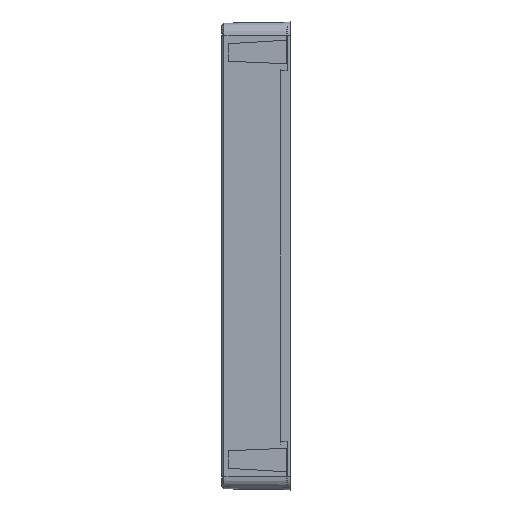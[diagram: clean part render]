
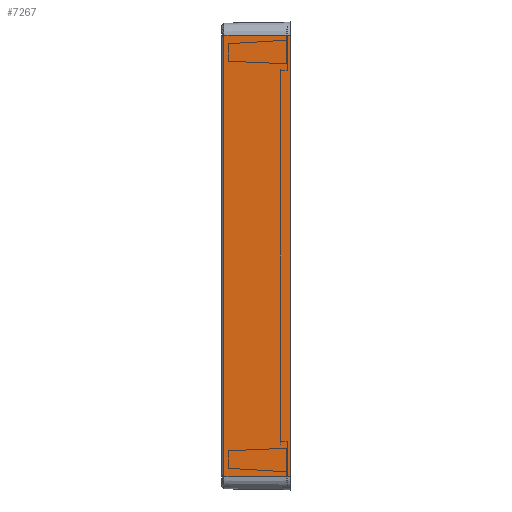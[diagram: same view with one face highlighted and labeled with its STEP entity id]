
A CAD part, left-side view. The second image highlights one B-rep face of the part: STEP entity #7267.
In plain terms, the highlighted planar face has unit normal (-1, 0.018, 0).
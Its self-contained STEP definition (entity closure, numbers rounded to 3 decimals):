
#655 = CARTESIAN_POINT ( 'NONE',  ( -149.459, 30.982, -108.6 ) ) ;
#1102 = EDGE_CURVE ( 'NONE', #7872, #11598, #1241, .T. ) ;
#1241 = LINE ( 'NONE', #11002, #7447 ) ;
#1284 = ORIENTED_EDGE ( 'NONE', *, *, #11590, .F. ) ;
#1586 = CARTESIAN_POINT ( 'NONE',  ( -150., 0., -108.6 ) ) ;
#2341 = FACE_OUTER_BOUND ( 'NONE', #2424, .T. ) ;
#2424 = EDGE_LOOP ( 'NONE', ( #1284, #12386, #3217, #5405 ) ) ;
#3217 = ORIENTED_EDGE ( 'NONE', *, *, #6527, .T. ) ;
#3282 = VERTEX_POINT ( 'NONE', #3849 ) ;
#3655 = DIRECTION ( 'NONE',  ( -0.017, -1., 0. ) ) ;
#3706 = DIRECTION ( 'NONE',  ( -0.017, -1., 0. ) ) ;
#3847 = DIRECTION ( 'NONE',  ( -0.017, -1., 0. ) ) ;
#3849 = CARTESIAN_POINT ( 'NONE',  ( -149.459, 30.982, 108.6 ) ) ;
#5380 = LINE ( 'NONE', #655, #12241 ) ;
#5394 = DIRECTION ( 'NONE',  ( 0., 0., -1. ) ) ;
#5405 = ORIENTED_EDGE ( 'NONE', *, *, #1102, .T. ) ;
#5705 = VECTOR ( 'NONE', #3706, 1000. ) ;
#6527 = EDGE_CURVE ( 'NONE', #11487, #7872, #7036, .T. ) ;
#6568 = EDGE_CURVE ( 'NONE', #3282, #11487, #5380, .T. ) ;
#6623 = CARTESIAN_POINT ( 'NONE',  ( -150., 0., 108.6 ) ) ;
#7036 = LINE ( 'NONE', #1586, #7199 ) ;
#7199 = VECTOR ( 'NONE', #3655, 1000. ) ;
#7267 = ADVANCED_FACE ( 'NONE', ( #2341 ), #9683, .T. ) ;
#7447 = VECTOR ( 'NONE', #9114, 1000. ) ;
#7872 = VERTEX_POINT ( 'NONE', #8022 ) ;
#8022 = CARTESIAN_POINT ( 'NONE',  ( -150.026, -1.5, -108.6 ) ) ;
#8691 = AXIS2_PLACEMENT_3D ( 'NONE', #10587, #11568, #3847 ) ;
#9114 = DIRECTION ( 'NONE',  ( 0., 0., 1. ) ) ;
#9487 = CARTESIAN_POINT ( 'NONE',  ( -150.026, -1.5, 108.6 ) ) ;
#9678 = LINE ( 'NONE', #6623, #5705 ) ;
#9683 = PLANE ( 'NONE',  #8691 ) ;
#10587 = CARTESIAN_POINT ( 'NONE',  ( -150., 0., 108.6 ) ) ;
#11002 = CARTESIAN_POINT ( 'NONE',  ( -150.026, -1.5, -108.6 ) ) ;
#11487 = VERTEX_POINT ( 'NONE', #12223 ) ;
#11568 = DIRECTION ( 'NONE',  ( -1., 0.017, 0. ) ) ;
#11590 = EDGE_CURVE ( 'NONE', #3282, #11598, #9678, .T. ) ;
#11598 = VERTEX_POINT ( 'NONE', #9487 ) ;
#12223 = CARTESIAN_POINT ( 'NONE',  ( -149.459, 30.982, -108.6 ) ) ;
#12241 = VECTOR ( 'NONE', #5394, 1000. ) ;
#12386 = ORIENTED_EDGE ( 'NONE', *, *, #6568, .T. ) ;
